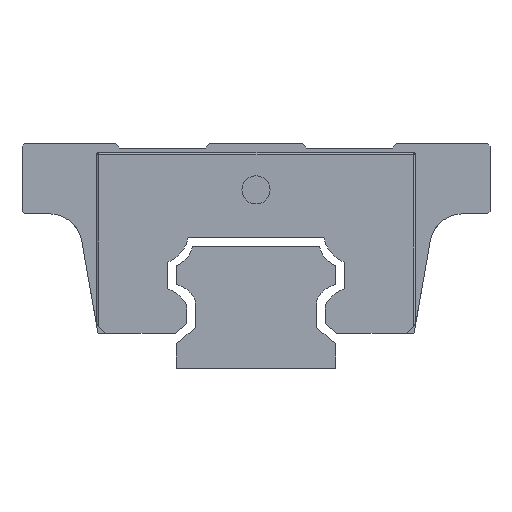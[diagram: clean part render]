
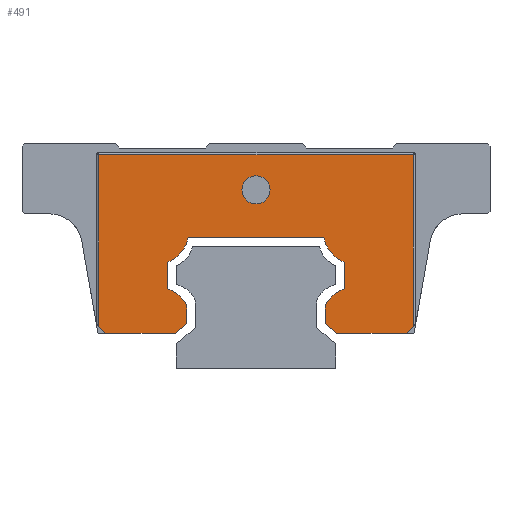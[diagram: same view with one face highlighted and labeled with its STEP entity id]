
A CAD part, left-side view. The second image highlights one B-rep face of the part: STEP entity #491.
In plain terms, the highlighted planar face has unit normal (-1, 0, 0).
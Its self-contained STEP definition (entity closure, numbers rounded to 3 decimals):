
#231=FACE_BOUND('',#902,.T.);
#232=FACE_BOUND('',#903,.T.);
#371=CIRCLE('',#2984,7.435);
#373=CIRCLE('',#2988,7.435);
#374=CIRCLE('',#3003,7.435);
#375=CIRCLE('',#3006,7.435);
#376=CIRCLE('',#3009,3.);
#491=ADVANCED_FACE('',(#231,#232),#619,.T.);
#619=PLANE('',#3010);
#902=EDGE_LOOP('',(#1303));
#903=EDGE_LOOP('',(#1304,#1305,#1306,#1307,#1308,#1309,#1310,#1311,#1312,
#1313,#1314,#1315,#1316,#1317,#1318,#1319,#1320,#1321));
#1303=ORIENTED_EDGE('',*,*,#2220,.F.);
#1304=ORIENTED_EDGE('',*,*,#2171,.T.);
#1305=ORIENTED_EDGE('',*,*,#2221,.T.);
#1306=ORIENTED_EDGE('',*,*,#2222,.T.);
#1307=ORIENTED_EDGE('',*,*,#2223,.T.);
#1308=ORIENTED_EDGE('',*,*,#2184,.T.);
#1309=ORIENTED_EDGE('',*,*,#2194,.T.);
#1310=ORIENTED_EDGE('',*,*,#2197,.T.);
#1311=ORIENTED_EDGE('',*,*,#2202,.T.);
#1312=ORIENTED_EDGE('',*,*,#2204,.T.);
#1313=ORIENTED_EDGE('',*,*,#2211,.T.);
#1314=ORIENTED_EDGE('',*,*,#2213,.T.);
#1315=ORIENTED_EDGE('',*,*,#2219,.T.);
#1316=ORIENTED_EDGE('',*,*,#2142,.T.);
#1317=ORIENTED_EDGE('',*,*,#2150,.T.);
#1318=ORIENTED_EDGE('',*,*,#2153,.T.);
#1319=ORIENTED_EDGE('',*,*,#2158,.T.);
#1320=ORIENTED_EDGE('',*,*,#2161,.T.);
#1321=ORIENTED_EDGE('',*,*,#2168,.T.);
#1861=VERTEX_POINT('',#4149);
#1862=VERTEX_POINT('',#4151);
#1868=VERTEX_POINT('',#4165);
#1870=VERTEX_POINT('',#4171);
#1874=VERTEX_POINT('',#4181);
#1876=VERTEX_POINT('',#4187);
#1882=VERTEX_POINT('',#4201);
#1885=VERTEX_POINT('',#4211);
#1896=VERTEX_POINT('',#4240);
#1897=VERTEX_POINT('',#4241);
#1904=VERTEX_POINT('',#4258);
#1906=VERTEX_POINT('',#4264);
#1909=VERTEX_POINT('',#4273);
#1910=VERTEX_POINT('',#4277);
#1915=VERTEX_POINT('',#4290);
#1916=VERTEX_POINT('',#4294);
#1921=VERTEX_POINT('',#4309);
#1922=VERTEX_POINT('',#4311);
#1923=VERTEX_POINT('',#4313);
#2142=EDGE_CURVE('',#1862,#1861,#371,.T.);
#2150=EDGE_CURVE('',#1861,#1868,#2478,.T.);
#2153=EDGE_CURVE('',#1868,#1870,#373,.T.);
#2158=EDGE_CURVE('',#1870,#1874,#2484,.T.);
#2161=EDGE_CURVE('',#1874,#1876,#2487,.T.);
#2168=EDGE_CURVE('',#1876,#1882,#2494,.T.);
#2171=EDGE_CURVE('',#1882,#1885,#2495,.T.);
#2184=EDGE_CURVE('',#1896,#1897,#2508,.T.);
#2194=EDGE_CURVE('',#1897,#1904,#2517,.T.);
#2197=EDGE_CURVE('',#1904,#1906,#2520,.T.);
#2202=EDGE_CURVE('',#1906,#1909,#2525,.T.);
#2204=EDGE_CURVE('',#1909,#1910,#374,.T.);
#2211=EDGE_CURVE('',#1910,#1915,#2533,.T.);
#2213=EDGE_CURVE('',#1915,#1916,#375,.T.);
#2219=EDGE_CURVE('',#1916,#1862,#2540,.T.);
#2220=EDGE_CURVE('',#1921,#1921,#376,.T.);
#2221=EDGE_CURVE('',#1885,#1922,#2541,.T.);
#2222=EDGE_CURVE('',#1922,#1923,#2542,.T.);
#2223=EDGE_CURVE('',#1923,#1896,#2543,.T.);
#2478=LINE('',#4166,#2702);
#2484=LINE('',#4182,#2708);
#2487=LINE('',#4188,#2711);
#2494=LINE('',#4202,#2718);
#2495=LINE('',#4212,#2719);
#2508=LINE('',#4239,#2732);
#2517=LINE('',#4259,#2741);
#2520=LINE('',#4265,#2744);
#2525=LINE('',#4274,#2749);
#2533=LINE('',#4291,#2757);
#2540=LINE('',#4306,#2764);
#2541=LINE('',#4310,#2765);
#2542=LINE('',#4312,#2766);
#2543=LINE('',#4314,#2767);
#2702=VECTOR('',#3423,1.);
#2708=VECTOR('',#3437,1.);
#2711=VECTOR('',#3442,1.);
#2718=VECTOR('',#3451,1.);
#2719=VECTOR('',#3456,1.);
#2732=VECTOR('',#3477,1.);
#2741=VECTOR('',#3490,1.);
#2744=VECTOR('',#3495,1.);
#2749=VECTOR('',#3502,1.);
#2757=VECTOR('',#3516,1.);
#2764=VECTOR('',#3529,1.);
#2765=VECTOR('',#3534,1.);
#2766=VECTOR('',#3535,1.);
#2767=VECTOR('',#3536,1.);
#2984=AXIS2_PLACEMENT_3D('',#4150,#3412,#3413);
#2988=AXIS2_PLACEMENT_3D('',#4172,#3429,#3430);
#3003=AXIS2_PLACEMENT_3D('',#4278,#3506,#3507);
#3006=AXIS2_PLACEMENT_3D('',#4295,#3520,#3521);
#3009=AXIS2_PLACEMENT_3D('',#4308,#3532,#3533);
#3010=AXIS2_PLACEMENT_3D('',#4315,#3537,#3538);
#3412=DIRECTION('',(-1.,0.,0.));
#3413=DIRECTION('',(0.,1.,0.));
#3423=DIRECTION('',(0.,0.,-1.));
#3429=DIRECTION('',(-1.,0.,0.));
#3430=DIRECTION('',(0.,1.,0.));
#3437=DIRECTION('',(0.,0.,-1.));
#3442=DIRECTION('',(0.,-0.766,-0.643));
#3451=DIRECTION('',(0.,-1.,0.));
#3456=DIRECTION('',(0.,-0.707,0.707));
#3477=DIRECTION('',(0.,-0.707,-0.707));
#3490=DIRECTION('',(0.,-1.,0.));
#3495=DIRECTION('',(0.,-0.766,0.643));
#3502=DIRECTION('',(0.,0.,1.));
#3506=DIRECTION('',(-1.,0.,0.));
#3507=DIRECTION('',(0.,-1.,0.));
#3516=DIRECTION('',(0.,0.,1.));
#3520=DIRECTION('',(-1.,0.,0.));
#3521=DIRECTION('',(0.,-1.,0.));
#3529=DIRECTION('',(0.,-1.,0.));
#3532=DIRECTION('',(-1.,0.,0.));
#3533=DIRECTION('',(0.,1.,0.));
#3534=DIRECTION('',(0.,0.,1.));
#3535=DIRECTION('',(0.,1.,0.));
#3536=DIRECTION('',(0.,0.,-1.));
#3537=DIRECTION('',(-1.,0.,0.));
#3538=DIRECTION('',(0.,0.,1.));
#4149=CARTESIAN_POINT('',(-134.32,-102.063,46.792));
#4150=CARTESIAN_POINT('',(-134.32,-104.919,53.657));
#4151=CARTESIAN_POINT('',(-134.32,-97.662,52.037));
#4165=CARTESIAN_POINT('',(-134.32,-102.063,41.132));
#4166=CARTESIAN_POINT('',(-134.32,-102.063,46.792));
#4171=CARTESIAN_POINT('',(-134.32,-98.011,37.732));
#4172=CARTESIAN_POINT('',(-134.32,-104.503,34.109));
#4181=CARTESIAN_POINT('',(-134.32,-98.011,33.703));
#4182=CARTESIAN_POINT('',(-134.32,-98.011,37.732));
#4187=CARTESIAN_POINT('',(-134.32,-100.443,31.662));
#4188=CARTESIAN_POINT('',(-134.32,-98.011,33.703));
#4201=CARTESIAN_POINT('',(-134.32,-115.29,31.662));
#4202=CARTESIAN_POINT('',(-134.32,-100.443,31.662));
#4211=CARTESIAN_POINT('',(-134.32,-116.796,33.168));
#4212=CARTESIAN_POINT('',(-134.32,-115.29,31.662));
#4239=CARTESIAN_POINT('',(-134.32,-49.08,33.662));
#4240=CARTESIAN_POINT('',(-134.32,-49.58,33.162));
#4241=CARTESIAN_POINT('',(-134.32,-51.08,31.662));
#4258=CARTESIAN_POINT('',(-134.32,-65.932,31.662));
#4259=CARTESIAN_POINT('',(-134.32,-51.08,31.662));
#4264=CARTESIAN_POINT('',(-134.32,-68.365,33.703));
#4265=CARTESIAN_POINT('',(-134.32,-65.932,31.662));
#4273=CARTESIAN_POINT('',(-134.32,-68.365,37.732));
#4274=CARTESIAN_POINT('',(-134.32,-68.365,33.703));
#4277=CARTESIAN_POINT('',(-134.32,-64.313,41.132));
#4278=CARTESIAN_POINT('',(-134.32,-61.872,34.109));
#4290=CARTESIAN_POINT('',(-134.32,-64.313,46.792));
#4291=CARTESIAN_POINT('',(-134.32,-64.313,41.132));
#4294=CARTESIAN_POINT('',(-134.32,-68.714,52.037));
#4295=CARTESIAN_POINT('',(-134.32,-61.457,53.657));
#4306=CARTESIAN_POINT('',(-134.32,-68.714,52.037));
#4308=CARTESIAN_POINT('',(-134.32,-83.188,62.287));
#4309=CARTESIAN_POINT('',(-134.32,-80.188,62.287));
#4310=CARTESIAN_POINT('',(-134.32,-116.796,70.287));
#4311=CARTESIAN_POINT('',(-134.32,-116.796,69.787));
#4312=CARTESIAN_POINT('',(-134.32,-49.08,69.787));
#4313=CARTESIAN_POINT('',(-134.32,-49.58,69.787));
#4314=CARTESIAN_POINT('',(-134.32,-49.58,33.662));
#4315=CARTESIAN_POINT('',(-134.32,-104.919,53.657));
